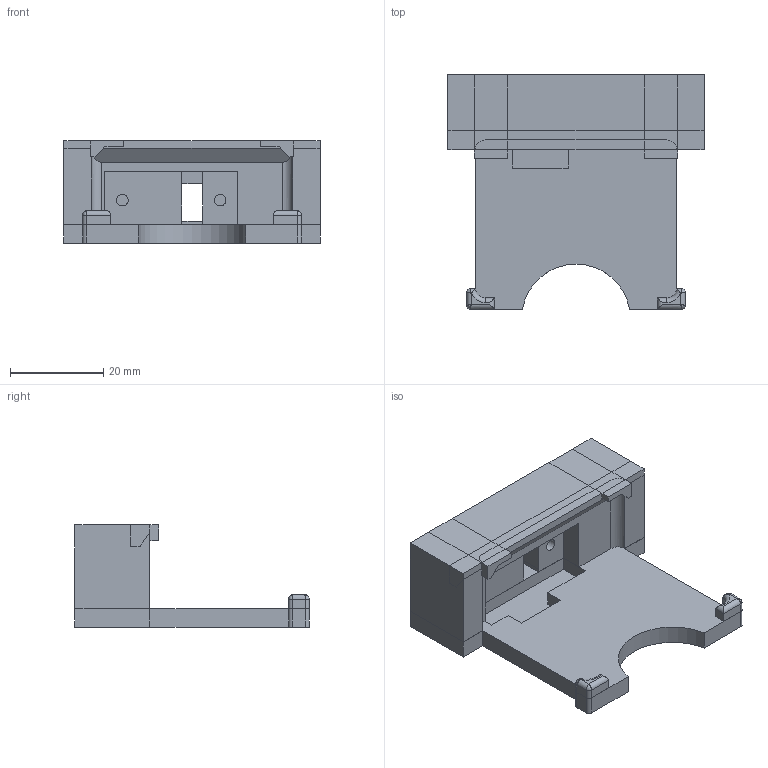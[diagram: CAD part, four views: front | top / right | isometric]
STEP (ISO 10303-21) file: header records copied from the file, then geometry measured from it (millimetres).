
FILE_DESCRIPTION(('FreeCAD Model'),'2;1');
FILE_NAME('ladeschale_komplett.stp', '2016-02-12T13:15:50',('Author'),(''), 'Open CASCADE STEP processor 6.8','FreeCAD','Unknown');
FILE_SCHEMA(('AUTOMOTIVE_DESIGN_CC2 { 1 2 10303 214 -1 1 5 4 }'));
Length unit declared in the file: millimetre
Products named in the file (3): Pocket006; Fillet001; Fillet002
Bounding box: 55 x 50.3 x 22 mm (x, y, z)
Volume: 20542.8 mm3; surface area: 10780.6 mm2
Topology: 4 solids, 4 shells, 137 faces, 343 edges, 214 vertices
Faces by surface type: plane 100, cylinder 29, bspline 4, cone 2, torus 2
Full cylindrical faces by diameter (mm): 2.5 x4, 3.2 x2
Entity records: 9525 total; most frequent: CARTESIAN_POINT 2703, DIRECTION 1226, LINE 837, VECTOR 837, ORIENTED_EDGE 678, PCURVE 678, DEFINITIONAL_REPRESENTATION 678, EDGE_CURVE 339
